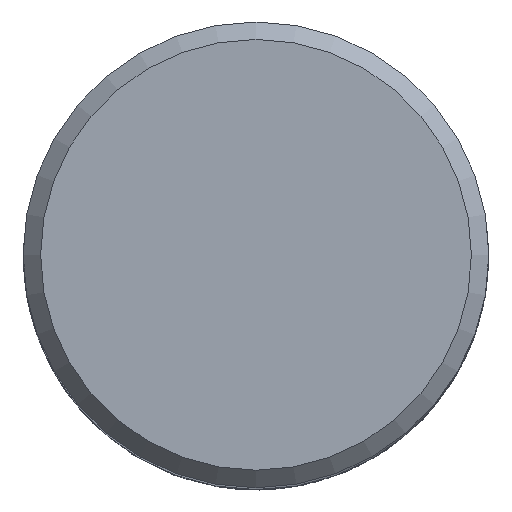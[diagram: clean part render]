
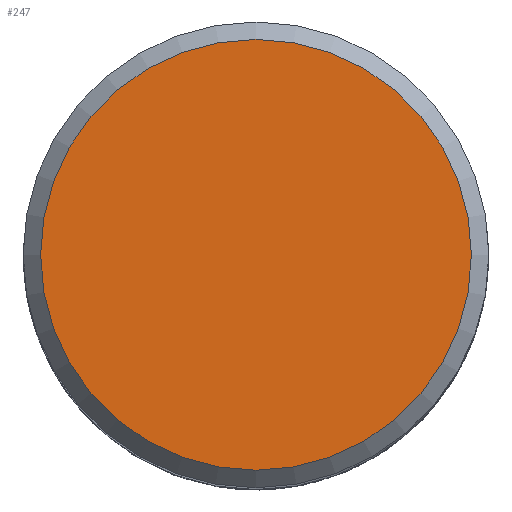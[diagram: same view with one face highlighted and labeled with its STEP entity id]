
A CAD part, top view. The second image highlights one B-rep face of the part: STEP entity #247.
In plain terms, the highlighted planar face has unit normal (0, 0, 1).
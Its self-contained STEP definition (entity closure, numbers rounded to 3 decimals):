
#247=ADVANCED_FACE('CLONE_TP_FACE',(#260),#258,.T.);
#258=PLANE('',#682);
#260=FACE_OUTER_BOUND('',#302,.T.);
#302=EDGE_LOOP('',(#348));
#348=ORIENTED_EDGE('',*,*,#402,.T.);
#374=VERTEX_POINT('',#948);
#402=EDGE_CURVE('',#374,#374,#425,.T.);
#425=CIRCLE('',#681,18.496);
#681=AXIS2_PLACEMENT_3D('',#947,#817,#818);
#682=AXIS2_PLACEMENT_3D('',#949,#819,#820);
#817=DIRECTION('',(0.,0.,1.));
#818=DIRECTION('',(-1.,0.,0.));
#819=DIRECTION('',(0.,0.,1.));
#820=DIRECTION('',(-1.,0.,0.));
#947=CARTESIAN_POINT('',(0.,0.,0.));
#948=CARTESIAN_POINT('',(-18.496,0.,0.));
#949=CARTESIAN_POINT('',(0.,0.,0.));
